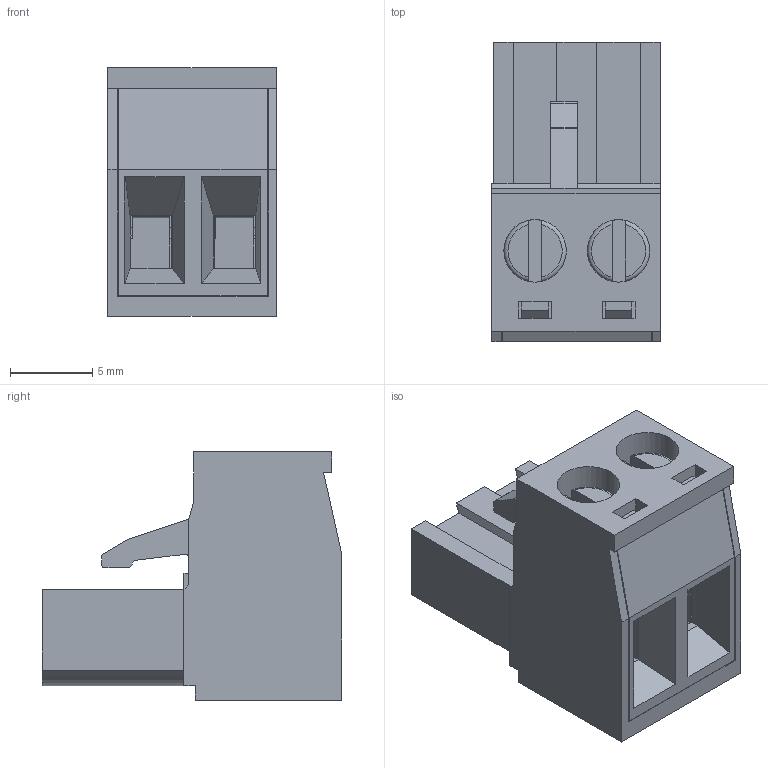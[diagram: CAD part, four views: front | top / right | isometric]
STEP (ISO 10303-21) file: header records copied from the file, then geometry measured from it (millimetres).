
FILE_DESCRIPTION(/* description */ ('Unknown'),/* implementation_level */ '2;1');
FILE_NAME(/* name */ '691351500002',/* time_stamp */ '2021-01-04T16:09:52+01:00',/* author */ ('Unknown'),/* organization */ ('Unknown'),/* preprocessor_version */ 'ST-DEVELOPER v16.7',/* originating_system */ 'DEX',/* authorisation */ $);
FILE_SCHEMA (('AUTOMOTIVE_DESIGN {1 0 10303 214 3 1 1}'));
Length unit declared in the file: millimetre
Products named in the file (6): 6913515000xx; 691351500002; 6913515000xx_CAGE; 6913515000xx_PIN; 6913515000xx_VIS; 691351500002_CAPOT
Assembly tree (8 placements, depth 2):
  6913515000xx
    691351500002
    6913515000xx_CAGE  x2
    6913515000xx_PIN  x2
    6913515000xx_VIS  x2
    691351500002_CAPOT
Bounding box: 10.26 x 18.2 x 15.1 mm (x, y, z)
Volume: 1191.1 mm3; surface area: 3422.6 mm2
Topology: 8 solids, 8 shells, 488 faces, 1325 edges, 866 vertices
Faces by surface type: plane 364, cylinder 114, torus 6, cone 4
Full cylindrical faces by diameter (mm): 1.6 x2, 2.2 x2, 2.5 x2, 2.9 x2, 2.95 x2, 3 x2, 3.8 x4
Entity records: 11608 total; most frequent: CARTESIAN_POINT 2013, ORIENTED_EDGE 1930, DIRECTION 1850, EDGE_CURVE 965, LINE 804, VECTOR 804, VERTEX_POINT 638, AXIS2_PLACEMENT_3D 523
